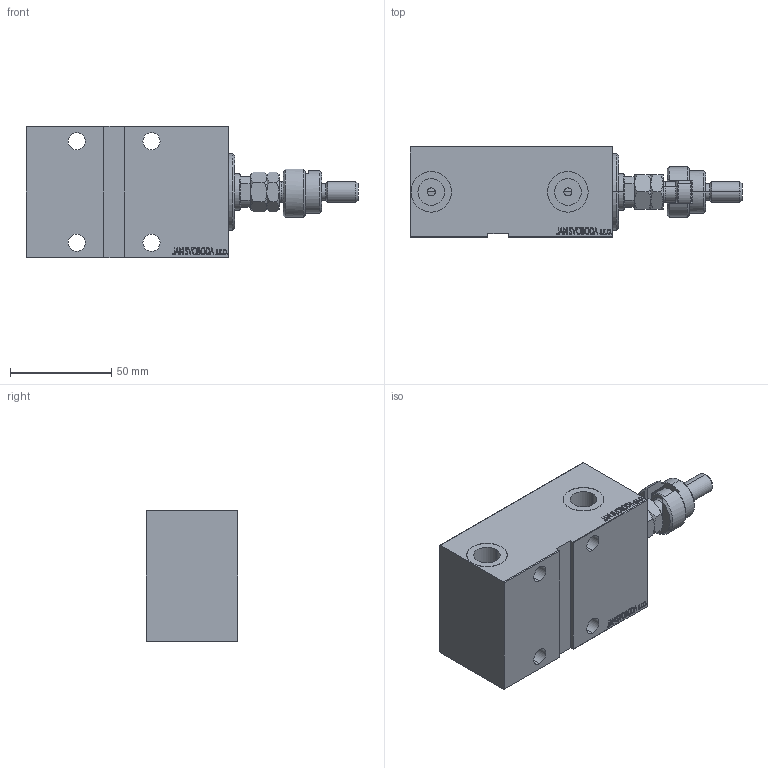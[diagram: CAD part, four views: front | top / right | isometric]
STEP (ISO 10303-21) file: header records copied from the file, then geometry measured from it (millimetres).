
FILE_DESCRIPTION (( 'STEP AP203' ), '1' );
FILE_NAME ('191f.STEP', '2022-04-17T11:38:28', ( '' ), ( '' ), 'SwSTEP 2.0', 'SolidWorks 2019', '' );
FILE_SCHEMA (( 'CONFIG_CONTROL_DESIGN' ));
Length unit declared in the file: millimetre
Products named in the file (7): MFA 118b844d41a65952d301c9c1b446db2d; FEMALE_PART_FOR_DFA 118b844d41a65952d301c9c1b446db2d; V450CM_E_VCP 118b844d41a65952d301c9c1b446db2d; DFA 118b844d41a65952d301c9c1b446db2d; 191f; V450CM_VC_B 118b844d41a65952d301c9c1b446db2d; V450CM_E_Body 118b844d41a65952d301c9c1b446db2d
Assembly tree (6 placements, depth 3):
  191f
    V450CM_E_Body 118b844d41a65952d301c9c1b446db2d
    V450CM_E_VCP 118b844d41a65952d301c9c1b446db2d
    V450CM_VC_B 118b844d41a65952d301c9c1b446db2d
    DFA 118b844d41a65952d301c9c1b446db2d
      FEMALE_PART_FOR_DFA 118b844d41a65952d301c9c1b446db2d
      MFA 118b844d41a65952d301c9c1b446db2d
Bounding box: 164 x 45 x 65 mm (x, y, z)
Volume: 271021.7 mm3; surface area: 61130.9 mm2
Topology: 5 solids, 5 shells, 961 faces, 2436 edges, 1597 vertices
Faces by surface type: plane 444, bspline 380, cylinder 79, cone 54, torus 4
Entity records: 46757 total; most frequent: CARTESIAN_POINT 25406, ORIENTED_EDGE 4868, DIRECTION 2992, EDGE_CURVE 2434, VERTEX_POINT 1597, LINE 1390, VECTOR 1390, EDGE_LOOP 1093
